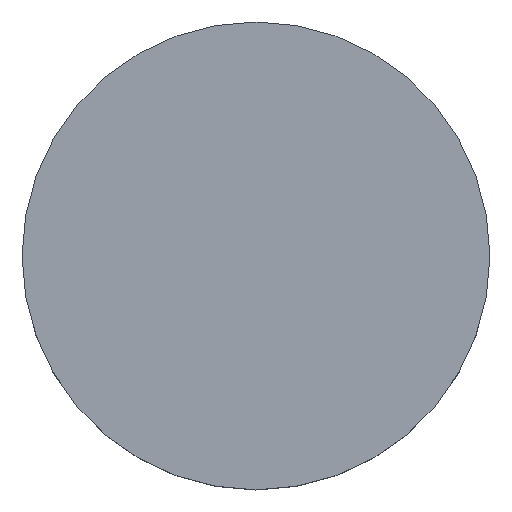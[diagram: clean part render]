
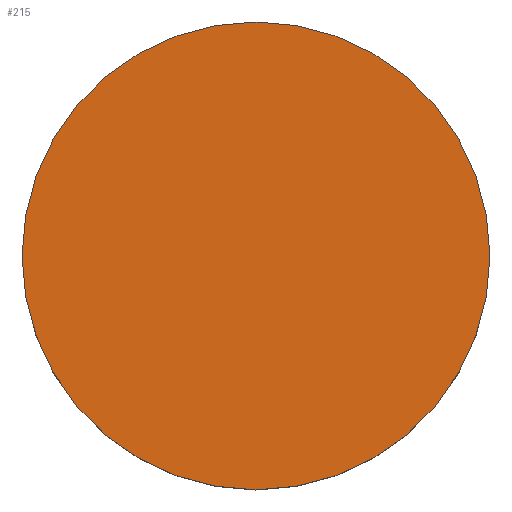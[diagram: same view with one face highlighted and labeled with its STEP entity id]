
A CAD part, top view. The second image highlights one B-rep face of the part: STEP entity #215.
In plain terms, the highlighted planar face has unit normal (0, 0, 1).
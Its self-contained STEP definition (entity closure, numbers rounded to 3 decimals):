
#1 = CIRCLE ( 'NONE', #179, 12.7 ) ;
#12 = CARTESIAN_POINT ( 'NONE',  ( 0., 0., 2.8 ) ) ;
#19 = AXIS2_PLACEMENT_3D ( 'NONE', #210, #109, #107 ) ;
#34 = DIRECTION ( 'NONE',  ( 1., 0., 0. ) ) ;
#63 = CARTESIAN_POINT ( 'NONE',  ( 12.7, 0., 2.8 ) ) ;
#69 = CARTESIAN_POINT ( 'NONE',  ( 0., 0., 2.8 ) ) ;
#89 = EDGE_CURVE ( 'NONE', #211, #122, #1, .T. ) ;
#96 = ORIENTED_EDGE ( 'NONE', *, *, #230, .F. ) ;
#105 = EDGE_LOOP ( 'NONE', ( #164, #96 ) ) ;
#107 = DIRECTION ( 'NONE',  ( 1., 0., 0. ) ) ;
#108 = DIRECTION ( 'NONE',  ( 0., 0., -1. ) ) ;
#109 = DIRECTION ( 'NONE',  ( 0., 0., 1. ) ) ;
#118 = CIRCLE ( 'NONE', #141, 12.7 ) ;
#122 = VERTEX_POINT ( 'NONE', #196 ) ;
#138 = PLANE ( 'NONE',  #19 ) ;
#141 = AXIS2_PLACEMENT_3D ( 'NONE', #12, #204, #34 ) ;
#164 = ORIENTED_EDGE ( 'NONE', *, *, #89, .F. ) ;
#179 = AXIS2_PLACEMENT_3D ( 'NONE', #69, #108, #229 ) ;
#196 = CARTESIAN_POINT ( 'NONE',  ( -12.7, 0., 2.8 ) ) ;
#204 = DIRECTION ( 'NONE',  ( 0., 0., -1. ) ) ;
#210 = CARTESIAN_POINT ( 'NONE',  ( 0., 26.112, 2.8 ) ) ;
#211 = VERTEX_POINT ( 'NONE', #63 ) ;
#215 = ADVANCED_FACE ( 'NONE', ( #220 ), #138, .T. ) ;
#220 = FACE_OUTER_BOUND ( 'NONE', #105, .T. ) ;
#229 = DIRECTION ( 'NONE',  ( 1., 0., 0. ) ) ;
#230 = EDGE_CURVE ( 'NONE', #122, #211, #118, .T. ) ;
